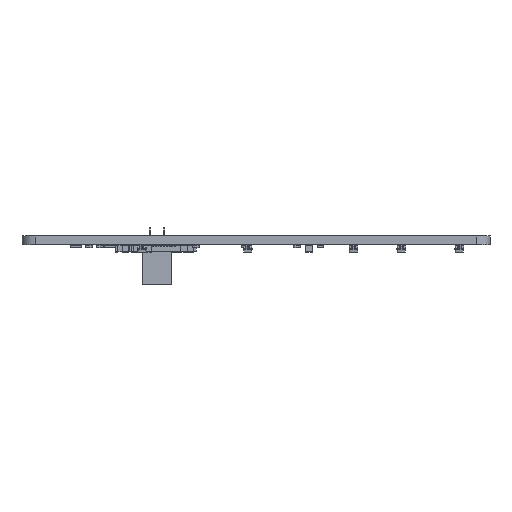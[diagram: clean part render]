
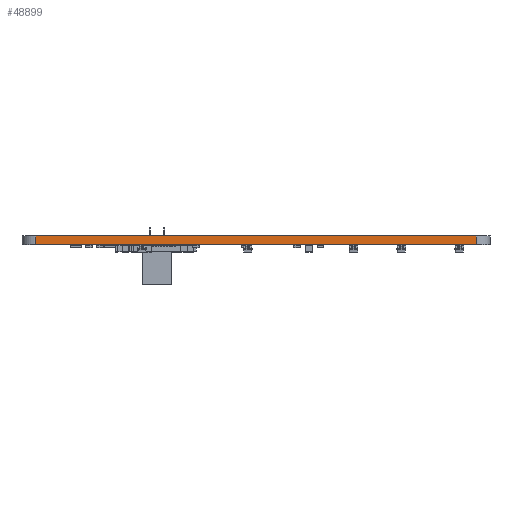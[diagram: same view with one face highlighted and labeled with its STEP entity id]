
A CAD part, front view. The second image highlights one B-rep face of the part: STEP entity #48899.
In plain terms, the highlighted planar face has unit normal (0, -1, 0).
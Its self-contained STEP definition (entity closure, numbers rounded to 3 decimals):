
#48899 = ADVANCED_FACE('',(#48900),#48914,.F.);
#48900 = FACE_BOUND('',#48901,.F.);
#48901 = EDGE_LOOP('',(#48902,#48937,#48965,#48993));
#48902 = ORIENTED_EDGE('',*,*,#48903,.T.);
#48903 = EDGE_CURVE('',#48904,#48906,#48908,.T.);
#48904 = VERTEX_POINT('',#48905);
#48905 = CARTESIAN_POINT('',(47.5,-162.,0.));
#48906 = VERTEX_POINT('',#48907);
#48907 = CARTESIAN_POINT('',(47.5,-162.,1.6));
#48908 = SURFACE_CURVE('',#48909,(#48913,#48925),.PCURVE_S1.);
#48909 = LINE('',#48910,#48911);
#48910 = CARTESIAN_POINT('',(47.5,-162.,0.));
#48911 = VECTOR('',#48912,1.);
#48912 = DIRECTION('',(0.,0.,1.));
#48913 = PCURVE('',#48914,#48919);
#48914 = PLANE('',#48915);
#48915 = AXIS2_PLACEMENT_3D('',#48916,#48917,#48918);
#48916 = CARTESIAN_POINT('',(47.5,-162.,0.));
#48917 = DIRECTION('',(0.,1.,0.));
#48918 = DIRECTION('',(1.,0.,0.));
#48919 = DEFINITIONAL_REPRESENTATION('',(#48920),#48924);
#48920 = LINE('',#48921,#48922);
#48921 = CARTESIAN_POINT('',(0.,0.));
#48922 = VECTOR('',#48923,1.);
#48923 = DIRECTION('',(0.,-1.));
#48924 = ( GEOMETRIC_REPRESENTATION_CONTEXT(2) 
PARAMETRIC_REPRESENTATION_CONTEXT() REPRESENTATION_CONTEXT('2D SPACE',''
  ) );
#48925 = PCURVE('',#48926,#48931);
#48926 = CYLINDRICAL_SURFACE('',#48927,2.5);
#48927 = AXIS2_PLACEMENT_3D('',#48928,#48929,#48930);
#48928 = CARTESIAN_POINT('',(47.5,-159.5,0.));
#48929 = DIRECTION('',(0.,0.,-1.));
#48930 = DIRECTION('',(1.,0.,0.));
#48931 = DEFINITIONAL_REPRESENTATION('',(#48932),#48936);
#48932 = LINE('',#48933,#48934);
#48933 = CARTESIAN_POINT('',(-4.712,0.));
#48934 = VECTOR('',#48935,1.);
#48935 = DIRECTION('',(0.,-1.));
#48936 = ( GEOMETRIC_REPRESENTATION_CONTEXT(2) 
PARAMETRIC_REPRESENTATION_CONTEXT() REPRESENTATION_CONTEXT('2D SPACE',''
  ) );
#48937 = ORIENTED_EDGE('',*,*,#48938,.T.);
#48938 = EDGE_CURVE('',#48906,#48939,#48941,.T.);
#48939 = VERTEX_POINT('',#48940);
#48940 = CARTESIAN_POINT('',(126.5,-162.,1.6));
#48941 = SURFACE_CURVE('',#48942,(#48946,#48953),.PCURVE_S1.);
#48942 = LINE('',#48943,#48944);
#48943 = CARTESIAN_POINT('',(47.5,-162.,1.6));
#48944 = VECTOR('',#48945,1.);
#48945 = DIRECTION('',(1.,0.,0.));
#48946 = PCURVE('',#48914,#48947);
#48947 = DEFINITIONAL_REPRESENTATION('',(#48948),#48952);
#48948 = LINE('',#48949,#48950);
#48949 = CARTESIAN_POINT('',(0.,-1.6));
#48950 = VECTOR('',#48951,1.);
#48951 = DIRECTION('',(1.,0.));
#48952 = ( GEOMETRIC_REPRESENTATION_CONTEXT(2) 
PARAMETRIC_REPRESENTATION_CONTEXT() REPRESENTATION_CONTEXT('2D SPACE',''
  ) );
#48953 = PCURVE('',#48954,#48959);
#48954 = PLANE('',#48955);
#48955 = AXIS2_PLACEMENT_3D('',#48956,#48957,#48958);
#48956 = CARTESIAN_POINT('',(87.,-101.5,1.6));
#48957 = DIRECTION('',(0.,0.,1.));
#48958 = DIRECTION('',(1.,0.,0.));
#48959 = DEFINITIONAL_REPRESENTATION('',(#48960),#48964);
#48960 = LINE('',#48961,#48962);
#48961 = CARTESIAN_POINT('',(-39.5,-60.5));
#48962 = VECTOR('',#48963,1.);
#48963 = DIRECTION('',(1.,0.));
#48964 = ( GEOMETRIC_REPRESENTATION_CONTEXT(2) 
PARAMETRIC_REPRESENTATION_CONTEXT() REPRESENTATION_CONTEXT('2D SPACE',''
  ) );
#48965 = ORIENTED_EDGE('',*,*,#48966,.F.);
#48966 = EDGE_CURVE('',#48967,#48939,#48969,.T.);
#48967 = VERTEX_POINT('',#48968);
#48968 = CARTESIAN_POINT('',(126.5,-162.,0.));
#48969 = SURFACE_CURVE('',#48970,(#48974,#48981),.PCURVE_S1.);
#48970 = LINE('',#48971,#48972);
#48971 = CARTESIAN_POINT('',(126.5,-162.,0.));
#48972 = VECTOR('',#48973,1.);
#48973 = DIRECTION('',(0.,0.,1.));
#48974 = PCURVE('',#48914,#48975);
#48975 = DEFINITIONAL_REPRESENTATION('',(#48976),#48980);
#48976 = LINE('',#48977,#48978);
#48977 = CARTESIAN_POINT('',(79.,0.));
#48978 = VECTOR('',#48979,1.);
#48979 = DIRECTION('',(0.,-1.));
#48980 = ( GEOMETRIC_REPRESENTATION_CONTEXT(2) 
PARAMETRIC_REPRESENTATION_CONTEXT() REPRESENTATION_CONTEXT('2D SPACE',''
  ) );
#48981 = PCURVE('',#48982,#48987);
#48982 = CYLINDRICAL_SURFACE('',#48983,2.5);
#48983 = AXIS2_PLACEMENT_3D('',#48984,#48985,#48986);
#48984 = CARTESIAN_POINT('',(126.5,-159.5,0.));
#48985 = DIRECTION('',(0.,0.,-1.));
#48986 = DIRECTION('',(1.,0.,0.));
#48987 = DEFINITIONAL_REPRESENTATION('',(#48988),#48992);
#48988 = LINE('',#48989,#48990);
#48989 = CARTESIAN_POINT('',(-4.712,0.));
#48990 = VECTOR('',#48991,1.);
#48991 = DIRECTION('',(0.,-1.));
#48992 = ( GEOMETRIC_REPRESENTATION_CONTEXT(2) 
PARAMETRIC_REPRESENTATION_CONTEXT() REPRESENTATION_CONTEXT('2D SPACE',''
  ) );
#48993 = ORIENTED_EDGE('',*,*,#48994,.F.);
#48994 = EDGE_CURVE('',#48904,#48967,#48995,.T.);
#48995 = SURFACE_CURVE('',#48996,(#49000,#49007),.PCURVE_S1.);
#48996 = LINE('',#48997,#48998);
#48997 = CARTESIAN_POINT('',(47.5,-162.,0.));
#48998 = VECTOR('',#48999,1.);
#48999 = DIRECTION('',(1.,0.,0.));
#49000 = PCURVE('',#48914,#49001);
#49001 = DEFINITIONAL_REPRESENTATION('',(#49002),#49006);
#49002 = LINE('',#49003,#49004);
#49003 = CARTESIAN_POINT('',(0.,0.));
#49004 = VECTOR('',#49005,1.);
#49005 = DIRECTION('',(1.,0.));
#49006 = ( GEOMETRIC_REPRESENTATION_CONTEXT(2) 
PARAMETRIC_REPRESENTATION_CONTEXT() REPRESENTATION_CONTEXT('2D SPACE',''
  ) );
#49007 = PCURVE('',#49008,#49013);
#49008 = PLANE('',#49009);
#49009 = AXIS2_PLACEMENT_3D('',#49010,#49011,#49012);
#49010 = CARTESIAN_POINT('',(87.,-101.5,0.));
#49011 = DIRECTION('',(0.,0.,1.));
#49012 = DIRECTION('',(1.,0.,0.));
#49013 = DEFINITIONAL_REPRESENTATION('',(#49014),#49018);
#49014 = LINE('',#49015,#49016);
#49015 = CARTESIAN_POINT('',(-39.5,-60.5));
#49016 = VECTOR('',#49017,1.);
#49017 = DIRECTION('',(1.,0.));
#49018 = ( GEOMETRIC_REPRESENTATION_CONTEXT(2) 
PARAMETRIC_REPRESENTATION_CONTEXT() REPRESENTATION_CONTEXT('2D SPACE',''
  ) );
